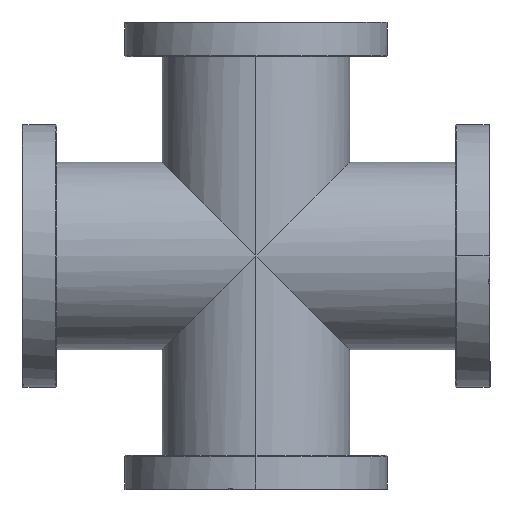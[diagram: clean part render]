
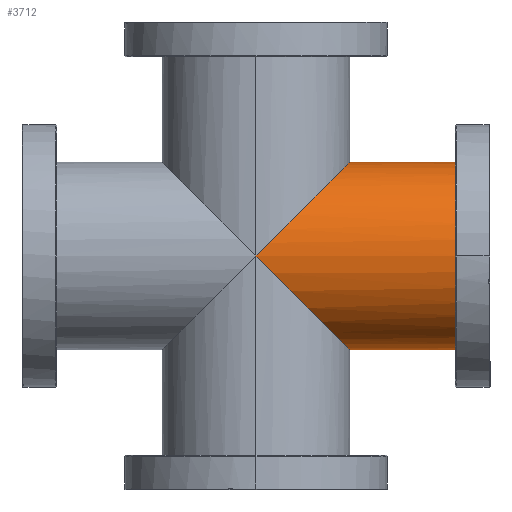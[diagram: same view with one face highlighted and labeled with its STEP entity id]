
A CAD part, left-side view. The second image highlights one B-rep face of the part: STEP entity #3712.
In plain terms, the highlighted cylindrical face has radius 54 mm (diameter 108 mm), a partial arc.
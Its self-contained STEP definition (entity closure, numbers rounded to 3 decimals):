
#3 =( BOUNDED_CURVE ( )  B_SPLINE_CURVE ( 3, ( #9145, #3136, #5364, #5404 ),
 .UNSPECIFIED., .F., .F. ) 
 B_SPLINE_CURVE_WITH_KNOTS ( ( 4, 4 ),
 ( 3.142, 4.712 ),
 .UNSPECIFIED. ) 
 CURVE ( )  GEOMETRIC_REPRESENTATION_ITEM ( )  RATIONAL_B_SPLINE_CURVE ( ( 1., 0.805, 0.805, 1. ) ) 
 REPRESENTATION_ITEM ( '' )  );
#214 = ORIENTED_EDGE ( 'NONE', *, *, #7239, .T. ) ;
#582 = CARTESIAN_POINT ( 'NONE',  ( 0., 123.9, -54. ) ) ;
#949 = VECTOR ( 'NONE', #7421, 1000. ) ;
#985 = CARTESIAN_POINT ( 'NONE',  ( 0., -123.9, -54. ) ) ;
#1952 = CARTESIAN_POINT ( 'NONE',  ( 0., -123.9, 0. ) ) ;
#1969 = VERTEX_POINT ( 'NONE', #985 ) ;
#2194 = EDGE_CURVE ( 'NONE', #6314, #6746, #3, .T. ) ;
#2236 = CARTESIAN_POINT ( 'NONE',  ( 0., -54., 54. ) ) ;
#2498 = EDGE_CURVE ( 'NONE', #3666, #1969, #6185, .T. ) ;
#2583 = CARTESIAN_POINT ( 'NONE',  ( 0., -54., -54. ) ) ;
#2712 = DIRECTION ( 'NONE',  ( 0., 0., 1. ) ) ;
#2837 = CARTESIAN_POINT ( 'NONE',  ( 0., 123.9, 54. ) ) ;
#3136 = CARTESIAN_POINT ( 'NONE',  ( -31.632, -54., 54. ) ) ;
#3174 = ORIENTED_EDGE ( 'NONE', *, *, #5873, .T. ) ;
#3635 = CIRCLE ( 'NONE', #3838, 54. ) ;
#3638 = VERTEX_POINT ( 'NONE', #4073 ) ;
#3666 = VERTEX_POINT ( 'NONE', #2583 ) ;
#3712 = ADVANCED_FACE ( 'NONE', ( #5106 ), #6897, .T. ) ;
#3718 = DIRECTION ( 'NONE',  ( 0., -1., 0. ) ) ;
#3838 = AXIS2_PLACEMENT_3D ( 'NONE', #1952, #7296, #2712 ) ;
#3994 = ORIENTED_EDGE ( 'NONE', *, *, #2194, .T. ) ;
#4073 = CARTESIAN_POINT ( 'NONE',  ( 0., -123.9, 54. ) ) ;
#4477 = CARTESIAN_POINT ( 'NONE',  ( 0., -54., -54. ) ) ;
#4805 =( BOUNDED_CURVE ( )  B_SPLINE_CURVE ( 3, ( #6756, #8267, #9036, #4477 ),
 .UNSPECIFIED., .F., .F. ) 
 B_SPLINE_CURVE_WITH_KNOTS ( ( 4, 4 ),
 ( 4.712, 6.283 ),
 .UNSPECIFIED. ) 
 CURVE ( )  GEOMETRIC_REPRESENTATION_ITEM ( )  RATIONAL_B_SPLINE_CURVE ( ( 1., 0.805, 0.805, 1. ) ) 
 REPRESENTATION_ITEM ( '' )  );
#5106 = FACE_OUTER_BOUND ( 'NONE', #5174, .T. ) ;
#5174 = EDGE_LOOP ( 'NONE', ( #9358, #3994, #3174, #7697, #214 ) ) ;
#5364 = CARTESIAN_POINT ( 'NONE',  ( -54., -31.632, 31.632 ) ) ;
#5404 = CARTESIAN_POINT ( 'NONE',  ( -54., 0., 0. ) ) ;
#5873 = EDGE_CURVE ( 'NONE', #6746, #3666, #4805, .T. ) ;
#6185 = LINE ( 'NONE', #582, #9517 ) ;
#6314 = VERTEX_POINT ( 'NONE', #2236 ) ;
#6746 = VERTEX_POINT ( 'NONE', #9656 ) ;
#6756 = CARTESIAN_POINT ( 'NONE',  ( -54., 0., 0. ) ) ;
#6897 = CYLINDRICAL_SURFACE ( 'NONE', #8668, 54. ) ;
#7239 = EDGE_CURVE ( 'NONE', #1969, #3638, #3635, .T. ) ;
#7296 = DIRECTION ( 'NONE',  ( 0., 1., 0. ) ) ;
#7421 = DIRECTION ( 'NONE',  ( 0., -1., 0. ) ) ;
#7697 = ORIENTED_EDGE ( 'NONE', *, *, #2498, .T. ) ;
#7795 = EDGE_CURVE ( 'NONE', #6314, #3638, #9085, .T. ) ;
#7934 = DIRECTION ( 'NONE',  ( 0., 0., -1. ) ) ;
#8267 = CARTESIAN_POINT ( 'NONE',  ( -54., -31.632, -31.632 ) ) ;
#8668 = AXIS2_PLACEMENT_3D ( 'NONE', #9487, #8727, #7934 ) ;
#8727 = DIRECTION ( 'NONE',  ( 0., -1., 0. ) ) ;
#9036 = CARTESIAN_POINT ( 'NONE',  ( -31.632, -54., -54. ) ) ;
#9085 = LINE ( 'NONE', #2837, #949 ) ;
#9145 = CARTESIAN_POINT ( 'NONE',  ( 0., -54., 54. ) ) ;
#9358 = ORIENTED_EDGE ( 'NONE', *, *, #7795, .F. ) ;
#9487 = CARTESIAN_POINT ( 'NONE',  ( 0., 123.9, 0. ) ) ;
#9517 = VECTOR ( 'NONE', #3718, 1000. ) ;
#9656 = CARTESIAN_POINT ( 'NONE',  ( -54., 0., 0. ) ) ;
